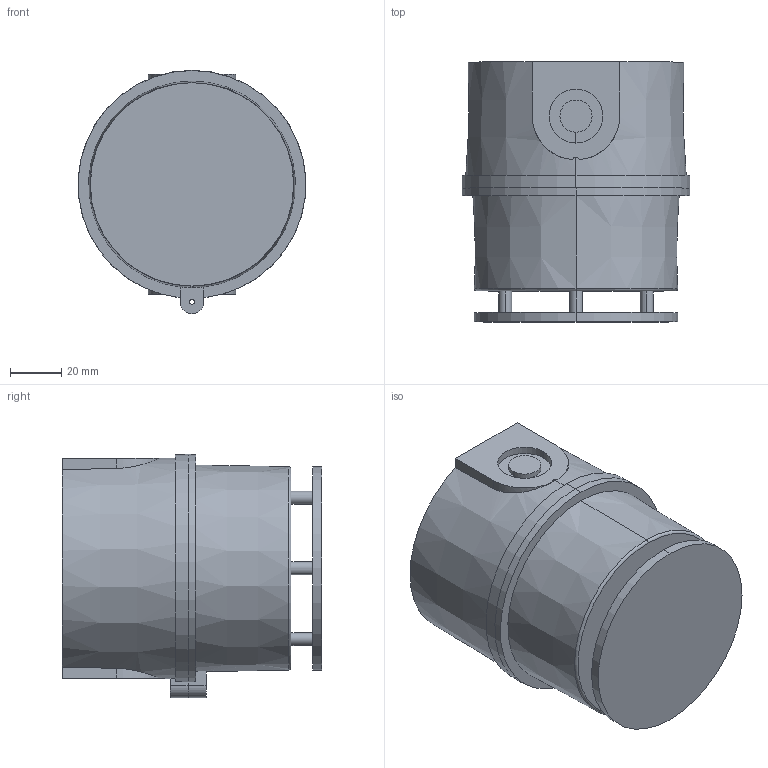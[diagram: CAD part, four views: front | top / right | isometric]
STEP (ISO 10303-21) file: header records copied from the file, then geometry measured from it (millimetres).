
FILE_DESCRIPTION (( 'STEP AP214' ), '1' );
FILE_NAME ('SK0124.STEP', '2014-02-19T11:19:48', ( '' ), ( '' ), 'SwSTEP 2.0', 'SolidWorks 2014', '' );
FILE_SCHEMA (( 'AUTOMOTIVE_DESIGN' ));
Length unit declared in the file: millimetre
Products named in the file (7): IS Sounder Chamber; IS Combine Nose Cone; IS MINI BASE; SK0124
Assembly tree (3 placements, depth 2):
  SK0124
    IS Sounder Chamber
    IS Combine Nose Cone
    IS MINI BASE
  IS Sounder Chamber
  IS Combine Nose Cone
  IS MINI BASE
Bounding box: 88.58 x 101.06 x 94.62 mm (x, y, z)
Volume: 118653.6 mm3; surface area: 79844.2 mm2
Topology: 3 solids, 3 shells, 89 faces, 202 edges, 134 vertices
Faces by surface type: cylinder 38, plane 35, cone 14, torus 2
Entity records: 2915 total; most frequent: CARTESIAN_POINT 636, DIRECTION 482, ORIENTED_EDGE 404, AXIS2_PLACEMENT_3D 204, EDGE_CURVE 202, VERTEX_POINT 134, EDGE_LOOP 110, CIRCLE 108
